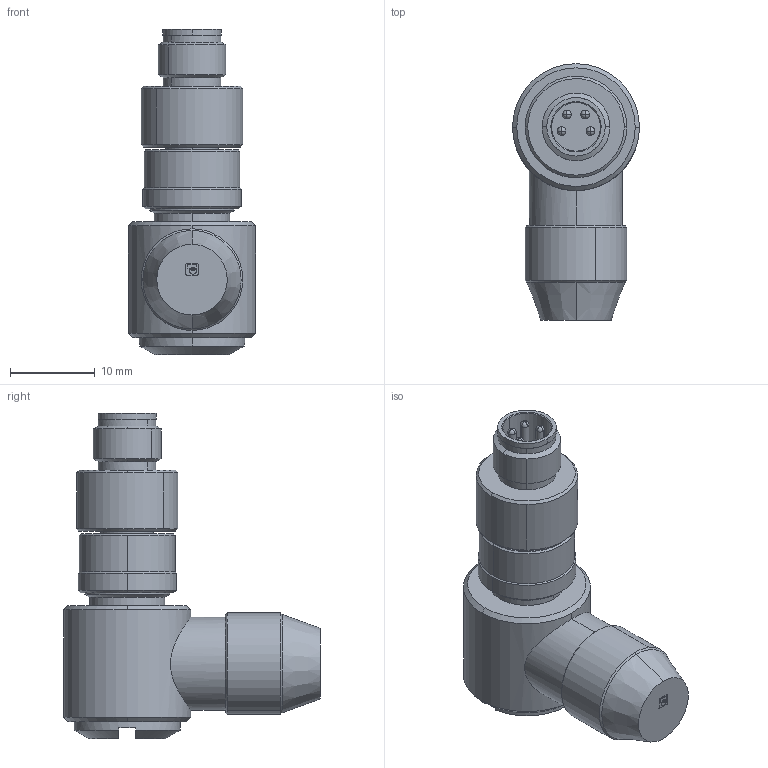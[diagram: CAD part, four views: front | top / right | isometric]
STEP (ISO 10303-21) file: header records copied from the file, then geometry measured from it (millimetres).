
FILE_DESCRIPTION(('SolidDesigner STEP Export'),'2;1');
FILE_NAME('1436466.stp','2009-05-05T 8:28:34',(''),(''),'CoCreate Modeling STEP processor for AP214 (Solid Model)','CoCreate Modeling 16.00A 16-Aug-2008 (C) Parametric Technology GmbH','');
FILE_SCHEMA(('AUTOMOTIVE_DESIGN { 1 0 10303 214 1 1 1 1 }'));
Length unit declared in the file: millimetre
Products named in the file (2): 1436466
Assembly tree (1 placements, depth 2):
  1436466
    1436466
Bounding box: 15 x 30.3 x 38.4 mm (x, y, z)
Volume: 5961.2 mm3; surface area: 2704.5 mm2
Topology: 1 solids, 1 shells, 137 faces, 356 edges, 222 vertices
Faces by surface type: cylinder 60, plane 31, cone 30, sphere 16
Entity records: 3722 total; most frequent: ORIENTED_EDGE 680, CARTESIAN_POINT 588, DIRECTION 503, EDGE_CURVE 340, VERTEX_POINT 222, AXIS2_PLACEMENT_3D 187, EDGE_LOOP 154, FACE_OUTER_BOUND 137
